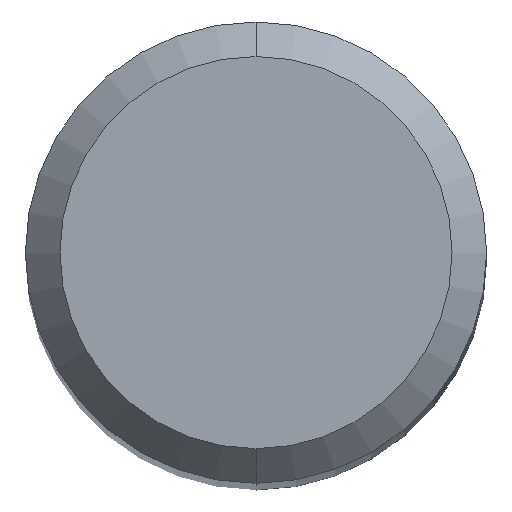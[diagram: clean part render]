
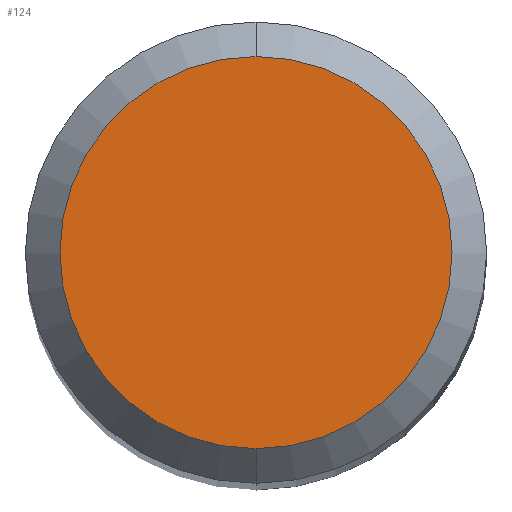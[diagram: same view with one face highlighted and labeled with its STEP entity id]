
A CAD part, top view. The second image highlights one B-rep face of the part: STEP entity #124.
In plain terms, the highlighted planar face has unit normal (0, 0, 1).
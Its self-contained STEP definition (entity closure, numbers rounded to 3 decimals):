
#92=EDGE_CURVE('',#156,#138,#217,.T.);
#98=EDGE_CURVE('',#138,#156,#223,.T.);
#124=ADVANCED_FACE('',(#255),#256,.T.);
#138=VERTEX_POINT('',#271);
#156=VERTEX_POINT('',#290);
#217=CIRCLE('',#355,1.7);
#223=CIRCLE('',#364,1.7);
#255=FACE_OUTER_BOUND('',#400,.T.);
#256=PLANE('',#401);
#271=CARTESIAN_POINT('',(0.,-1.7,0.0));
#290=CARTESIAN_POINT('',(0.0,1.7,0.0));
#355=AXIS2_PLACEMENT_3D('',#498,#499,#500);
#364=AXIS2_PLACEMENT_3D('',#507,#508,#509);
#400=EDGE_LOOP('',(#566,#567));
#401=AXIS2_PLACEMENT_3D('',#568,#569,#570);
#498=CARTESIAN_POINT('',(0.0,0.0,0.0));
#499=DIRECTION('',(0.0,0.0,-1.0));
#500=DIRECTION('',(0.0,1.0,0.0));
#507=CARTESIAN_POINT('',(0.0,0.0,0.0));
#508=DIRECTION('',(0.0,0.0,-1.0));
#509=DIRECTION('',(0.0,1.0,0.0));
#566=ORIENTED_EDGE('',*,*,#92,.F.);
#567=ORIENTED_EDGE('',*,*,#98,.F.);
#568=CARTESIAN_POINT('',(0.0,0.85,0.0));
#569=DIRECTION('',(-0.0,0.0,1.0));
#570=DIRECTION('',(0.0,-1.0,0.0));
